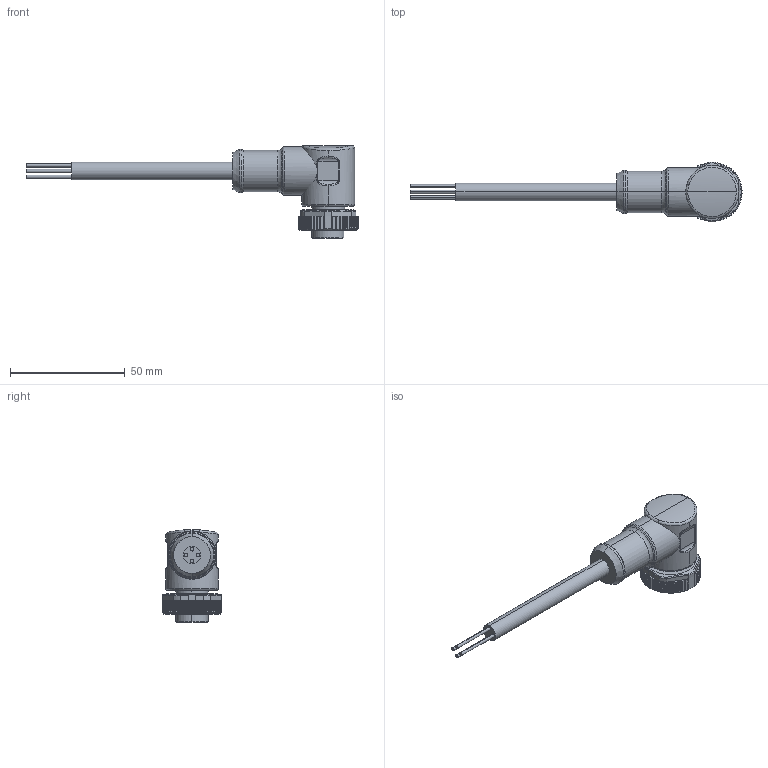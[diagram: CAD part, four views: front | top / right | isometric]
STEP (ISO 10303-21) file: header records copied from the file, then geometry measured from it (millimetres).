
FILE_DESCRIPTION (( 'STEP AP203' ), '1' );
FILE_NAME ('7700-A4031-U0C0500.step', '2025-06-19T17:22:26', ( '' ), ( '' ), 'SwSTEP 2.0', 'SolidWorks 2024', '' );
FILE_SCHEMA (( 'CONFIG_CONTROL_DESIGN' ));
Length unit declared in the file: millimetre
Products named in the file (1): 7700-A4031-U0C0500
Bounding box: 144.49 x 25.98 x 40.36 mm (x, y, z)
Volume: 26792.5 mm3; surface area: 9846.6 mm2
Topology: 1 solids, 1 shells, 700 faces, 1932 edges, 1243 vertices
Faces by surface type: cylinder 315, plane 294, torus 38, cone 38, bspline 15
Entity records: 26497 total; most frequent: CARTESIAN_POINT 8999, ORIENTED_EDGE 3848, DIRECTION 3478, EDGE_CURVE 1924, AXIS2_PLACEMENT_3D 1296, VERTEX_POINT 1243, VECTOR 886, LINE 886
